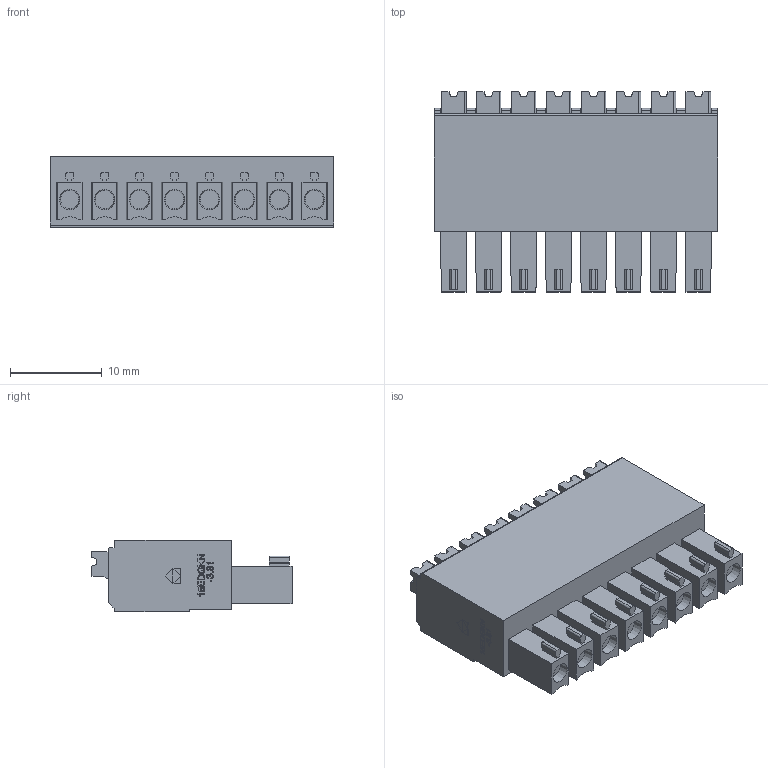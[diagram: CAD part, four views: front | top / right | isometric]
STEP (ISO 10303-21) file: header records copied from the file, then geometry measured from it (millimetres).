
FILE_DESCRIPTION(/* description */ (''),/* implementation_level */ '2;1');
FILE_NAME(/* name */ '15EDGKN-3.81-08P-1Y-1000A&Z(H)-C.stp',/* time_stamp */ '2022-03-19T14:13:11+08:00',/* author */ (''),/* organization */ (''),/* preprocessor_version */ 'ST-DEVELOPER v15',/* originating_system */ 'SIEMENS PLM Software NX 8.5',/* authorisation */ '');
FILE_SCHEMA (('AUTOMOTIVE_DESIGN { 1 0 10303 214 3 1 1 1 }'));
Length unit declared in the file: millimetre
Products named in the file (1): Admi26E8B130z9fs
Bounding box: 30.87 x 21.8 x 7.8 mm (x, y, z)
Volume: 3593.9 mm3; surface area: 3025.8 mm2
Topology: 1 solids, 1 shells, 697 faces, 1970 edges, 1316 vertices
Faces by surface type: plane 587, cylinder 78, cone 16, bspline 16
Full cylindrical faces by diameter (mm): 1.3 x8
Entity records: 22569 total; most frequent: CARTESIAN_POINT 4438, ORIENTED_EDGE 3874, DIRECTION 3569, EDGE_CURVE 1937, LINE 1573, VECTOR 1573, VERTEX_POINT 1301, AXIS2_PLACEMENT_3D 998
